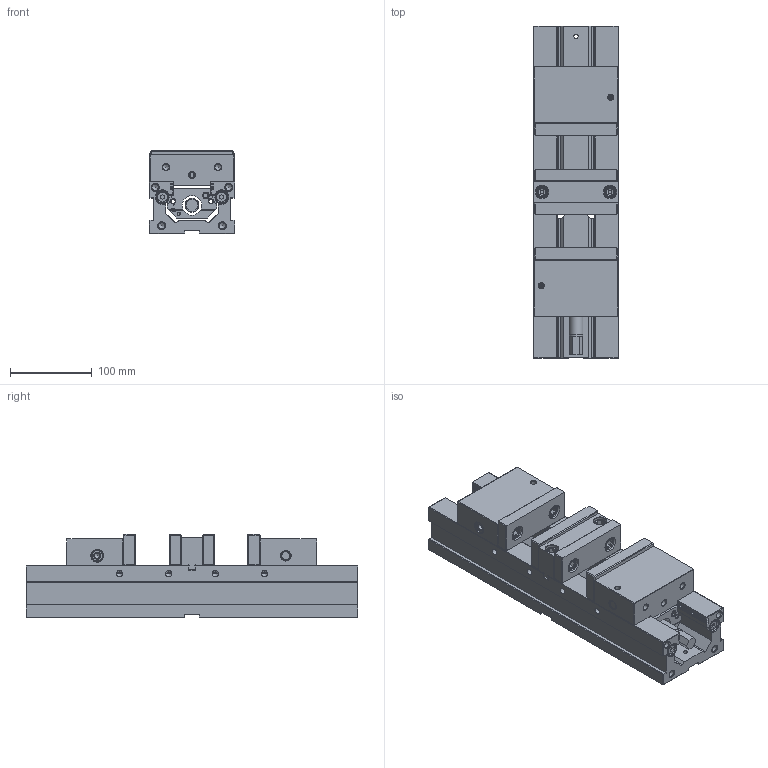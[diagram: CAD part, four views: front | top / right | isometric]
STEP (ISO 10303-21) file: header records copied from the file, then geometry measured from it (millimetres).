
FILE_DESCRIPTION(/* description */ (''),/* implementation_level */ '2;1');
FILE_NAME(/* name */ '3TLD-100.stp',/* time_stamp */ '2015-09-16T08:57:47+08:00',/* author */ ('user'),/* organization */ (''),/* preprocessor_version */ 'ST-DEVELOPER v15.2',/* originating_system */ 'Autodesk Inventor 2014',/* authorisation */ '');
FILE_SCHEMA (('AUTOMOTIVE_DESIGN { 1 0 10303 214 3 1 1 }'));
Length unit declared in the file: millimetre
Products named in the file (22): TLD4101; TLD4401-鉗口; TLD4302-固定顎; 8分之3X4分之3L; 8分之3X1.5L; TLD4301 - 活動顎(完成); TLD4303-作動桿; 5OA05221; 無頭-M8x1.25Px8L; TLD4201-螺桿; TLD4811 - 檔環; TLD4203; TLD4205-固定塊; TLD4208-調壓直銷; TLD4207-調壓螺絲; D4x26L; 5OJ1543; TLD4206-固定塊墊片; 5OK16010; 組合3; 皿型螺絲4分之1x0.5L; TLD-100
Bounding box: 104 x 405 x 101.55 mm (x, y, z)
Volume: 2032929 mm3; surface area: 426166 mm2
Topology: 43 solids, 43 shells, 1093 faces, 2633 edges, 1654 vertices
Faces by surface type: plane 706, cone 232, cylinder 149, torus 4, bspline 2
Full cylindrical faces by diameter (mm): 4 x3, 4.2 x2, 4.978 x10, 5 x5, 5.05 x1, 6 x4, 6.647 x4, 7 x1, 7.3 x4, 7.798 x30, 8 x3, 9 x2, 9.525 x12, 10 x2, 10.5 x10, 11.8 x1, 12 x13, 14 x10, 14.5 x2, 15 x2, 15.5 x10, 16 x4, 16.166 x1, 17 x1
Entity records: 19878 total; most frequent: CARTESIAN_POINT 4568, DIRECTION 3090, ORIENTED_EDGE 2812, EDGE_CURVE 1405, AXIS2_PLACEMENT_3D 1063, VERTEX_POINT 977, LINE 964, VECTOR 964
